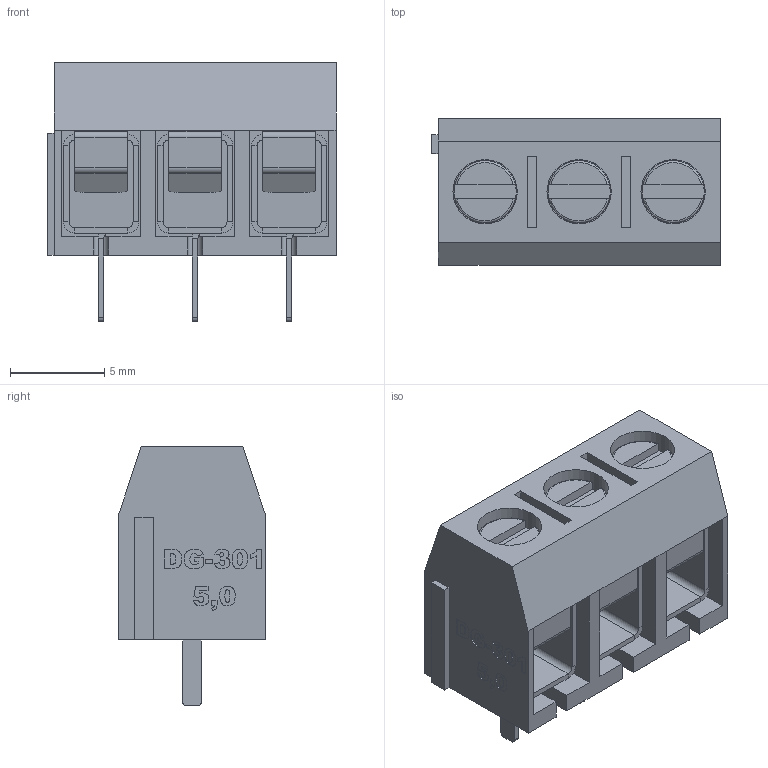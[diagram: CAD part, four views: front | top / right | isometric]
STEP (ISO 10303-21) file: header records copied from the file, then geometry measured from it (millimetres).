
FILE_DESCRIPTION(/* description */ (''),/* implementation_level */ '2;1');
FILE_NAME(/* name */ 'Grab - fuse /dg-301-5_0.step',/* time_stamp */ '2021-11-16T18:54:15+01:00',/* author */ (''),/* organization */ (''),/* preprocessor_version */ 'ST-DEVELOPER v18.1',/* originating_system */ 'Autodesk Translation Framework v10.10.0.1391',/* authorisation */ '');
FILE_SCHEMA (('AUTOMOTIVE_DESIGN { 1 0 10303 214 3 1 1 }'));
Length unit declared in the file: millimetre
Products named in the file (2): dg-301; DG-30
Assembly tree (1 placements, depth 2):
  dg-301
    DG-30
Bounding box: 15.33 x 7.8 x 13.78 mm (x, y, z)
Volume: 658.2 mm3; surface area: 2285.6 mm2
Topology: 10 solids, 10 shells, 803 faces, 2145 edges, 1386 vertices
Faces by surface type: plane 337, bspline 262, cylinder 192, torus 9, cone 3
Full cylindrical faces by diameter (mm): 1.478 x9, 1.933 x18, 3.3 x3, 3.42 x3
Entity records: 32563 total; most frequent: CARTESIAN_POINT 14365, ORIENTED_EDGE 4290, DIRECTION 2841, EDGE_CURVE 2145, VERTEX_POINT 1386, LINE 1165, VECTOR 1165, EDGE_LOOP 845
